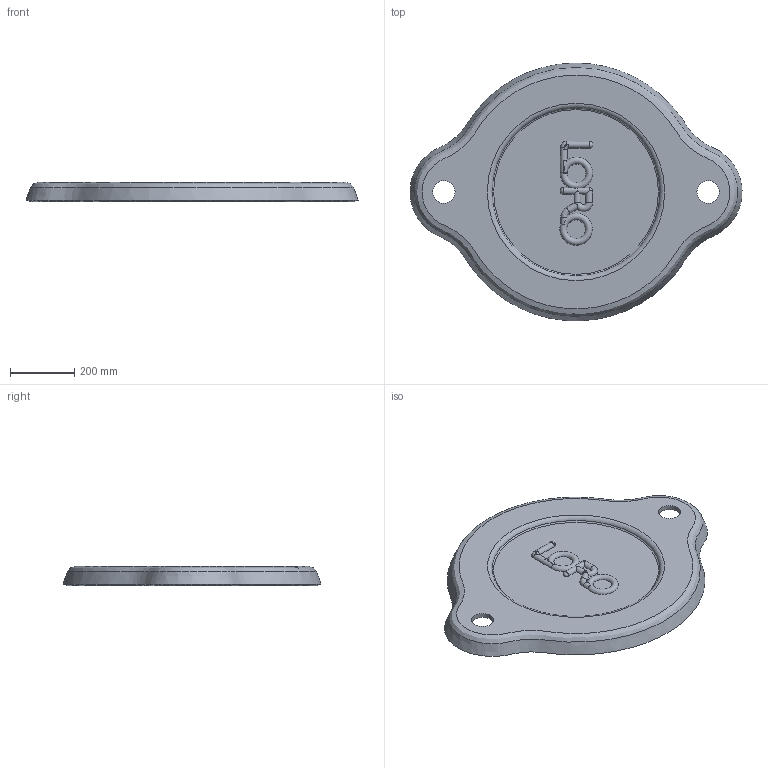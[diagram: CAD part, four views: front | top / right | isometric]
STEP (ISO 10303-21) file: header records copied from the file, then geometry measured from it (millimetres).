
FILE_DESCRIPTION(/* description */ (''),/* implementation_level */ '2;1');
FILE_NAME(/* name */ '55880.070X_3D.stp',/* time_stamp */ '2026-01-07T11:38:08+01:00',/* author */ ('d.brandes'),/* organization */ (''),/* preprocessor_version */ 'ST-DEVELOPER v20.1',/* originating_system */ 'AutoCAD Mechanical',/* authorisation */ '');
FILE_SCHEMA (('AUTOMOTIVE_DESIGN { 1 0 10303 214 3 1 1 }'));
Length unit declared in the file: centimetre
Products named in the file (2): Product; *S0
Assembly tree (1 placements, depth 2):
  Product
    *S0
Bounding box: 1029.93 x 799.71 x 60 mm (x, y, z)
Volume: 10028121.2 mm3; surface area: 1353249.4 mm2
Topology: 2 solids, 2 shells, 41 faces, 119 edges, 81 vertices
Faces by surface type: cylinder 12, plane 10, torus 9, bspline 7, sphere 3
Full cylindrical faces by diameter (mm): 70 x2
Entity records: 11215 total; most frequent: CARTESIAN_POINT 10089, ORIENTED_EDGE 234, DIRECTION 214, EDGE_CURVE 117, AXIS2_PLACEMENT_3D 93, VERTEX_POINT 79, CIRCLE 51, EDGE_LOOP 50
